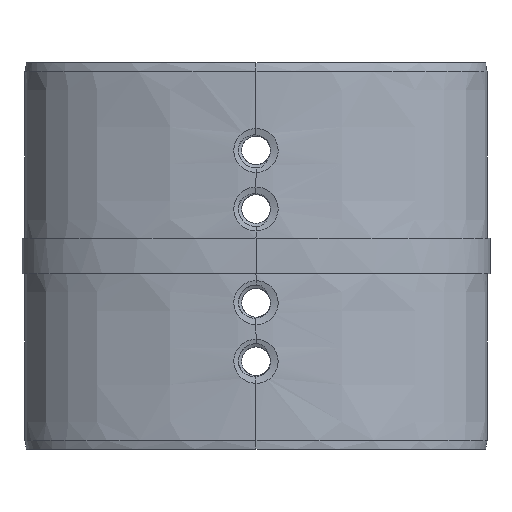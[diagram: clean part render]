
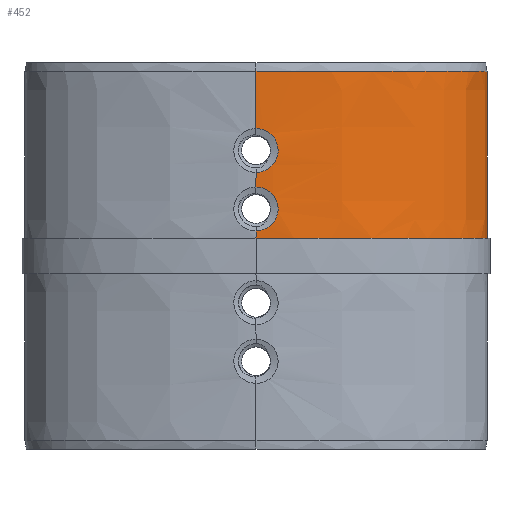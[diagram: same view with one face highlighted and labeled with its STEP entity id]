
A CAD part, top view. The second image highlights one B-rep face of the part: STEP entity #452.
In plain terms, the highlighted face is a extrusion surface.
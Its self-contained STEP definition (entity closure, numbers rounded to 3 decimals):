
#452=ADVANCED_FACE('',(#637),#601,.T.);
#601=SURFACE_OF_LINEAR_EXTRUSION('',#3071,#1162);
#637=FACE_OUTER_BOUND('',#815,.T.);
#815=EDGE_LOOP('',(#1556,#1557,#1558,#1559,#1560,#1561,#1562,#1563));
#1010=LINE('',#5513,#1158);
#1011=LINE('',#5528,#1159);
#1012=LINE('',#5563,#1160);
#1013=LINE('',#5600,#1161);
#1158=VECTOR('',#3947,1.);
#1159=VECTOR('',#3948,1.);
#1160=VECTOR('',#3949,1.);
#1161=VECTOR('',#3950,1.);
#1162=VECTOR('',#3951,1.);
#1556=ORIENTED_EDGE('',*,*,#2781,.F.);
#1557=ORIENTED_EDGE('',*,*,#2782,.T.);
#1558=ORIENTED_EDGE('',*,*,#2783,.T.);
#1559=ORIENTED_EDGE('',*,*,#2784,.T.);
#1560=ORIENTED_EDGE('',*,*,#2785,.T.);
#1561=ORIENTED_EDGE('',*,*,#2786,.T.);
#1562=ORIENTED_EDGE('',*,*,#2787,.T.);
#1563=ORIENTED_EDGE('',*,*,#2564,.F.);
#2251=VERTEX_POINT('',#4471);
#2252=VERTEX_POINT('',#4484);
#2441=VERTEX_POINT('',#5514);
#2442=VERTEX_POINT('',#5527);
#2443=VERTEX_POINT('',#5529);
#2444=VERTEX_POINT('',#5562);
#2445=VERTEX_POINT('',#5564);
#2446=VERTEX_POINT('',#5599);
#2564=EDGE_CURVE('',#2251,#2252,#3037,.T.);
#2781=EDGE_CURVE('',#2441,#2251,#1010,.T.);
#2782=EDGE_CURVE('',#2441,#2442,#3068,.T.);
#2783=EDGE_CURVE('',#2442,#2443,#1011,.T.);
#2784=EDGE_CURVE('',#2443,#2444,#3069,.T.);
#2785=EDGE_CURVE('',#2444,#2445,#1012,.T.);
#2786=EDGE_CURVE('',#2445,#2446,#3070,.T.);
#2787=EDGE_CURVE('',#2446,#2252,#1013,.T.);
#3037=B_SPLINE_CURVE_WITH_KNOTS('',3,(#4472,#4473,#4474,#4475,#4476,#4477,
#4478,#4479,#4480,#4481,#4482,#4483),.UNSPECIFIED.,.F.,.F.,(4,1,1,1,1,1,
1,1,1,4),(0.,0.063,0.125,0.25,0.375,0.5,0.625,0.75,0.875,1.),
 .UNSPECIFIED.);
#3068=B_SPLINE_CURVE_WITH_KNOTS('',3,(#5515,#5516,#5517,#5518,#5519,#5520,
#5521,#5522,#5523,#5524,#5525,#5526),.UNSPECIFIED.,.F.,.F.,(4,1,1,1,1,1,
1,1,1,4),(0.,0.063,0.125,0.25,0.375,0.5,0.625,0.75,0.875,1.),
 .UNSPECIFIED.);
#3069=B_SPLINE_CURVE_WITH_KNOTS('',3,(#5530,#5531,#5532,#5533,#5534,#5535,
#5536,#5537,#5538,#5539,#5540,#5541,#5542,#5543,#5544,#5545,#5546,#5547,
#5548,#5549,#5550,#5551,#5552,#5553,#5554,#5555,#5556,#5557,#5558,#5559,
#5560,#5561),.UNSPECIFIED.,.F.,.F.,(4,2,2,2,2,2,2,2,2,2,2,2,2,2,2,4),(0.,
0.062,0.125,0.188,0.25,0.312,0.375,
0.5,0.562,0.625,0.687,
0.75,0.812,0.875,0.938,1.),.UNSPECIFIED.);
#3070=B_SPLINE_CURVE_WITH_KNOTS('',3,(#5565,#5566,#5567,#5568,#5569,#5570,
#5571,#5572,#5573,#5574,#5575,#5576,#5577,#5578,#5579,#5580,#5581,#5582,
#5583,#5584,#5585,#5586,#5587,#5588,#5589,#5590,#5591,#5592,#5593,#5594,
#5595,#5596,#5597,#5598),.UNSPECIFIED.,.F.,.F.,(4,2,2,2,2,2,2,2,2,2,2,2,
2,2,2,2,4),(0.,0.063,0.125,0.188,0.25,0.313,0.375,0.438,0.5,0.563,
0.625,0.688,0.75,0.813,0.875,0.938,1.),.UNSPECIFIED.);
#3071=B_SPLINE_CURVE_WITH_KNOTS('',3,(#5601,#5602,#5603,#5604,#5605,#5606,
#5607,#5608,#5609,#5610,#5611,#5612),.UNSPECIFIED.,.F.,.F.,(4,1,1,1,1,1,
1,1,1,4),(0.,0.063,0.125,0.25,0.375,0.5,0.625,0.75,0.875,1.),
 .UNSPECIFIED.);
#3947=DIRECTION('',(0.,-1.,0.));
#3948=DIRECTION('',(0.,-1.,0.));
#3949=DIRECTION('',(0.,-1.,0.));
#3950=DIRECTION('',(0.,-1.,0.));
#3951=DIRECTION('',(0.,-1.,0.));
#4471=CARTESIAN_POINT('',(39.419,0.,1.241));
#4472=CARTESIAN_POINT('',(39.419,0.,1.241));
#4473=CARTESIAN_POINT('',(39.34,0.,1.845));
#4474=CARTESIAN_POINT('',(39.073,0.,3.021));
#4475=CARTESIAN_POINT('',(38.087,0.,5.382));
#4476=CARTESIAN_POINT('',(36.013,0.,8.248));
#4477=CARTESIAN_POINT('',(32.234,0.,11.434));
#4478=CARTESIAN_POINT('',(27.297,0.,14.227));
#4479=CARTESIAN_POINT('',(21.379,0.,16.518));
#4480=CARTESIAN_POINT('',(14.691,0.,18.219));
#4481=CARTESIAN_POINT('',(7.486,0.,19.265));
#4482=CARTESIAN_POINT('',(2.481,0.,19.5));
#4483=CARTESIAN_POINT('',(0.,0.,19.5));
#4484=CARTESIAN_POINT('',(0.,0.,19.5));
#5513=CARTESIAN_POINT('',(39.419,297.,1.241));
#5514=CARTESIAN_POINT('',(39.419,28.5,1.241));
#5515=CARTESIAN_POINT('',(39.419,28.5,1.241));
#5516=CARTESIAN_POINT('',(39.34,28.5,1.845));
#5517=CARTESIAN_POINT('',(39.073,28.5,3.021));
#5518=CARTESIAN_POINT('',(38.087,28.5,5.382));
#5519=CARTESIAN_POINT('',(36.013,28.5,8.248));
#5520=CARTESIAN_POINT('',(32.234,28.5,11.434));
#5521=CARTESIAN_POINT('',(27.297,28.5,14.227));
#5522=CARTESIAN_POINT('',(21.379,28.5,16.518));
#5523=CARTESIAN_POINT('',(14.691,28.5,18.219));
#5524=CARTESIAN_POINT('',(7.486,28.5,19.265));
#5525=CARTESIAN_POINT('',(2.481,28.5,19.5));
#5526=CARTESIAN_POINT('',(0.,28.5,19.5));
#5527=CARTESIAN_POINT('',(0.,28.5,19.5));
#5528=CARTESIAN_POINT('',(0.,297.,19.5));
#5529=CARTESIAN_POINT('',(0.,18.755,19.5));
#5530=CARTESIAN_POINT('',(0.,18.755,19.5));
#5531=CARTESIAN_POINT('',(0.242,18.755,19.5));
#5532=CARTESIAN_POINT('',(0.481,18.732,19.499));
#5533=CARTESIAN_POINT('',(0.955,18.64,19.495));
#5534=CARTESIAN_POINT('',(1.191,18.57,19.491));
#5535=CARTESIAN_POINT('',(1.652,18.383,19.483));
#5536=CARTESIAN_POINT('',(1.87,18.268,19.478));
#5537=CARTESIAN_POINT('',(2.281,17.999,19.467));
#5538=CARTESIAN_POINT('',(2.477,17.843,19.461));
#5539=CARTESIAN_POINT('',(2.83,17.497,19.449));
#5540=CARTESIAN_POINT('',(2.986,17.308,19.444));
#5541=CARTESIAN_POINT('',(3.262,16.899,19.433));
#5542=CARTESIAN_POINT('',(3.381,16.678,19.428));
#5543=CARTESIAN_POINT('',(3.668,15.997,19.415));
#5544=CARTESIAN_POINT('',(3.773,15.504,19.41));
#5545=CARTESIAN_POINT('',(3.774,14.756,19.41));
#5546=CARTESIAN_POINT('',(3.748,14.511,19.411));
#5547=CARTESIAN_POINT('',(3.65,14.029,19.416));
#5548=CARTESIAN_POINT('',(3.576,13.79,19.419));
#5549=CARTESIAN_POINT('',(3.387,13.334,19.427));
#5550=CARTESIAN_POINT('',(3.271,13.117,19.432));
#5551=CARTESIAN_POINT('',(2.997,12.706,19.443));
#5552=CARTESIAN_POINT('',(2.838,12.512,19.449));
#5553=CARTESIAN_POINT('',(2.488,12.167,19.461));
#5554=CARTESIAN_POINT('',(2.298,12.012,19.467));
#5555=CARTESIAN_POINT('',(1.884,11.739,19.478));
#5556=CARTESIAN_POINT('',(1.664,11.623,19.483));
#5557=CARTESIAN_POINT('',(1.21,11.436,19.491));
#5558=CARTESIAN_POINT('',(0.971,11.364,19.494));
#5559=CARTESIAN_POINT('',(0.486,11.268,19.499));
#5560=CARTESIAN_POINT('',(0.243,11.245,19.5));
#5561=CARTESIAN_POINT('',(0.,11.245,19.5));
#5562=CARTESIAN_POINT('',(0.,11.245,19.5));
#5563=CARTESIAN_POINT('',(0.,297.,19.5));
#5564=CARTESIAN_POINT('',(0.,8.755,19.5));
#5565=CARTESIAN_POINT('',(0.,8.755,19.5));
#5566=CARTESIAN_POINT('',(0.244,8.755,19.5));
#5567=CARTESIAN_POINT('',(0.487,8.732,19.499));
#5568=CARTESIAN_POINT('',(0.97,8.636,19.494));
#5569=CARTESIAN_POINT('',(1.21,8.563,19.491));
#5570=CARTESIAN_POINT('',(1.664,8.377,19.483));
#5571=CARTESIAN_POINT('',(1.881,8.262,19.478));
#5572=CARTESIAN_POINT('',(2.296,7.989,19.467));
#5573=CARTESIAN_POINT('',(2.488,7.834,19.461));
#5574=CARTESIAN_POINT('',(2.837,7.489,19.449));
#5575=CARTESIAN_POINT('',(2.995,7.297,19.443));
#5576=CARTESIAN_POINT('',(3.27,6.886,19.432));
#5577=CARTESIAN_POINT('',(3.386,6.669,19.428));
#5578=CARTESIAN_POINT('',(3.575,6.215,19.419));
#5579=CARTESIAN_POINT('',(3.649,5.975,19.416));
#5580=CARTESIAN_POINT('',(3.748,5.493,19.411));
#5581=CARTESIAN_POINT('',(3.774,5.248,19.41));
#5582=CARTESIAN_POINT('',(3.773,4.75,19.41));
#5583=CARTESIAN_POINT('',(3.747,4.505,19.411));
#5584=CARTESIAN_POINT('',(3.648,4.024,19.416));
#5585=CARTESIAN_POINT('',(3.575,3.785,19.419));
#5586=CARTESIAN_POINT('',(3.384,3.329,19.428));
#5587=CARTESIAN_POINT('',(3.269,3.113,19.432));
#5588=CARTESIAN_POINT('',(2.995,2.703,19.443));
#5589=CARTESIAN_POINT('',(2.836,2.51,19.449));
#5590=CARTESIAN_POINT('',(2.486,2.165,19.461));
#5591=CARTESIAN_POINT('',(2.295,2.011,19.467));
#5592=CARTESIAN_POINT('',(1.882,1.737,19.478));
#5593=CARTESIAN_POINT('',(1.663,1.622,19.483));
#5594=CARTESIAN_POINT('',(1.209,1.435,19.491));
#5595=CARTESIAN_POINT('',(0.97,1.363,19.494));
#5596=CARTESIAN_POINT('',(0.486,1.268,19.499));
#5597=CARTESIAN_POINT('',(0.243,1.245,19.5));
#5598=CARTESIAN_POINT('',(0.,1.245,19.5));
#5599=CARTESIAN_POINT('',(0.,1.245,19.5));
#5600=CARTESIAN_POINT('',(0.,297.,19.5));
#5601=CARTESIAN_POINT('',(39.419,297.,1.241));
#5602=CARTESIAN_POINT('',(39.34,297.,1.845));
#5603=CARTESIAN_POINT('',(39.073,297.,3.021));
#5604=CARTESIAN_POINT('',(38.087,297.,5.382));
#5605=CARTESIAN_POINT('',(36.013,297.,8.248));
#5606=CARTESIAN_POINT('',(32.234,297.,11.434));
#5607=CARTESIAN_POINT('',(27.297,297.,14.227));
#5608=CARTESIAN_POINT('',(21.379,297.,16.518));
#5609=CARTESIAN_POINT('',(14.691,297.,18.219));
#5610=CARTESIAN_POINT('',(7.486,297.,19.265));
#5611=CARTESIAN_POINT('',(2.481,297.,19.5));
#5612=CARTESIAN_POINT('',(0.,297.,19.5));
